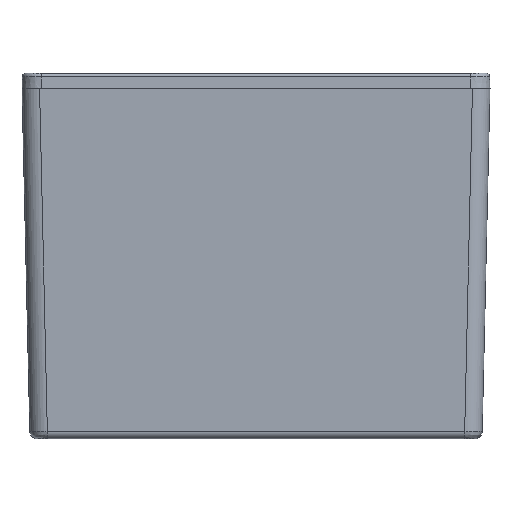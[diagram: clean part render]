
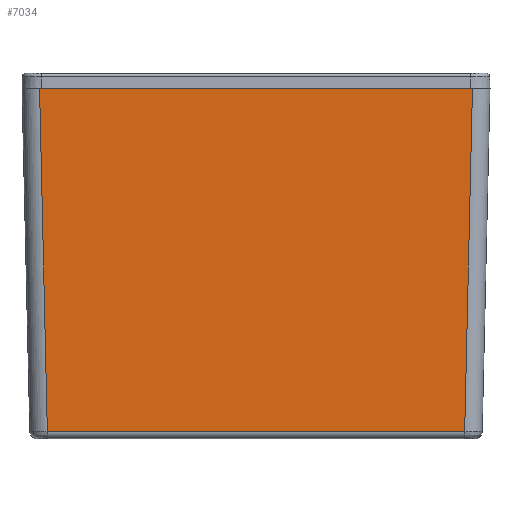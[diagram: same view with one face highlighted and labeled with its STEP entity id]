
A CAD part, front view. The second image highlights one B-rep face of the part: STEP entity #7034.
In plain terms, the highlighted planar face has unit normal (0, -1, -0.023).
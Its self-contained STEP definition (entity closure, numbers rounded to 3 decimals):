
#681=PLANE('',#7486);
#993=FACE_OUTER_BOUND('',#1422,.T.);
#1422=EDGE_LOOP('',(#5955,#5956,#5957,#5958));
#2009=LINE('',#12362,#2593);
#2012=LINE('',#12449,#2596);
#2014=LINE('',#12452,#2598);
#2024=LINE('',#12508,#2608);
#2593=VECTOR('',#8642,87.891);
#2596=VECTOR('',#8669,87.891);
#2598=VECTOR('',#8673,107.015);
#2608=VECTOR('',#8703,111.002);
#3374=VERTEX_POINT('',#12349);
#3378=VERTEX_POINT('',#12358);
#3388=VERTEX_POINT('',#12440);
#3391=VERTEX_POINT('',#12447);
#4272=EDGE_CURVE('',#3374,#3378,#2009,.T.);
#4285=EDGE_CURVE('',#3391,#3388,#2012,.T.);
#4287=EDGE_CURVE('',#3388,#3374,#2014,.T.);
#4302=EDGE_CURVE('',#3391,#3378,#2024,.T.);
#5955=ORIENTED_EDGE('',*,*,#4272,.F.);
#5956=ORIENTED_EDGE('',*,*,#4287,.F.);
#5957=ORIENTED_EDGE('',*,*,#4285,.F.);
#5958=ORIENTED_EDGE('',*,*,#4302,.T.);
#7034=ADVANCED_FACE('',(#993),#681,.T.);
#7486=AXIS2_PLACEMENT_3D('',#12507,#8701,#8702);
#8642=DIRECTION('',(-0.023,-0.023,0.999));
#8669=DIRECTION('',(-0.023,0.023,-0.999));
#8673=DIRECTION('',(-1.,0.,0.));
#8701=DIRECTION('center_axis',(0.,-1.,
-0.023));
#8702=DIRECTION('ref_axis',(0.,0.023,-1.));
#8703=DIRECTION('',(-1.,0.,0.));
#12349=CARTESIAN_POINT('',(-53.508,-58.007,-87.845));
#12358=CARTESIAN_POINT('',(-55.501,-60.,0.));
#12362=CARTESIAN_POINT('',(-53.508,-58.007,-87.845));
#12440=CARTESIAN_POINT('',(53.508,-58.007,-87.845));
#12447=CARTESIAN_POINT('',(55.501,-60.,0.));
#12449=CARTESIAN_POINT('',(55.501,-60.,0.));
#12452=CARTESIAN_POINT('',(53.508,-58.007,-87.845));
#12507=CARTESIAN_POINT('Origin',(-60.,-60.,0.));
#12508=CARTESIAN_POINT('',(55.501,-60.,0.));
